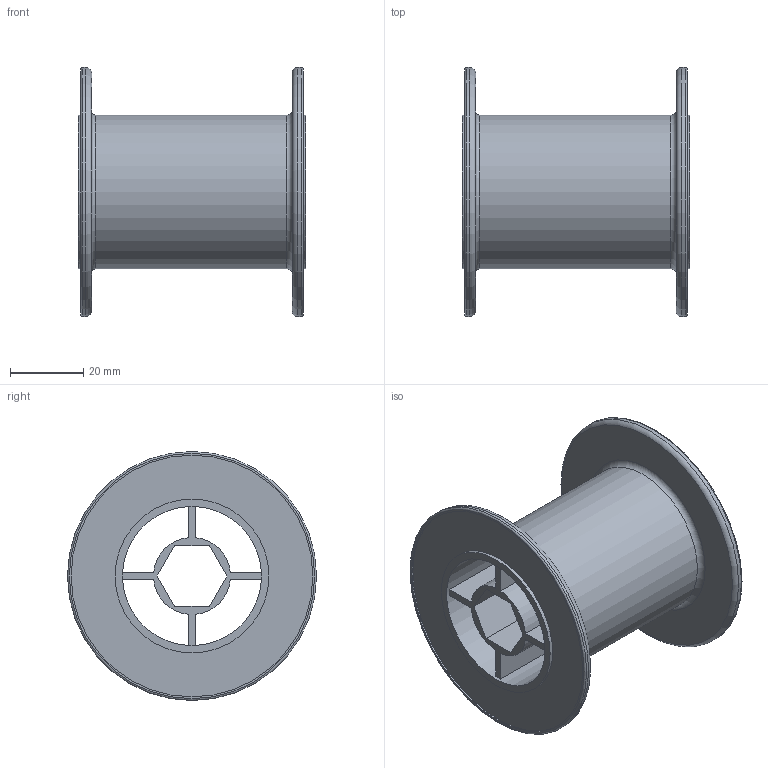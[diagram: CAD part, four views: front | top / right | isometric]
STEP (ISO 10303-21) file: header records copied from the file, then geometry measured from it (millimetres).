
FILE_DESCRIPTION(/* description */ (''),/* implementation_level */ '2;1');
FILE_NAME(/* name */ 'Mono 60 .step',/* time_stamp */ '2019-03-25T10:50:44+05:00',/* author */ ('prathikkamathudupi'),/* organization */ (''),/* preprocessor_version */ 'ST-DEVELOPER v17.2',/* originating_system */ 'Autodesk Translation Framework v7.6.0.251',/* authorisation */ '');
FILE_SCHEMA (('AUTOMOTIVE_DESIGN { 1 0 10303 214 3 1 1 }'));
Length unit declared in the file: millimetre
Products named in the file (1): Mono 60
Bounding box: 62 x 68 x 68 mm (x, y, z)
Volume: 38110.2 mm3; surface area: 36207.1 mm2
Topology: 1 solids, 1 shells, 42 faces, 116 edges, 79 vertices
Faces by surface type: plane 24, cylinder 12, torus 6
Full cylindrical faces by diameter (mm): 38 x1, 42 x3, 66 x2, 68 x2
Entity records: 1430 total; most frequent: DIRECTION 259, CARTESIAN_POINT 238, ORIENTED_EDGE 232, EDGE_CURVE 116, AXIS2_PLACEMENT_3D 100, VERTEX_POINT 79, LINE 59, VECTOR 59
